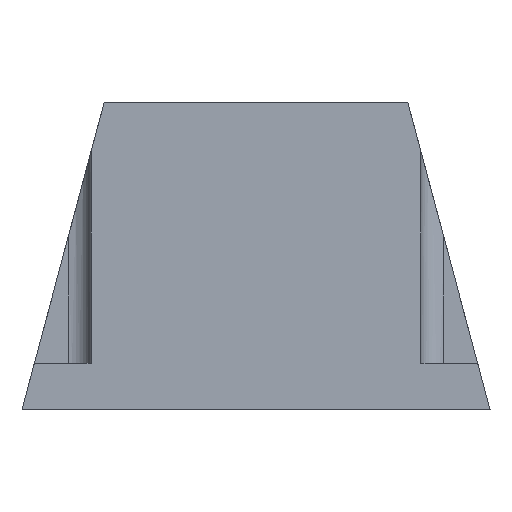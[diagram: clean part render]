
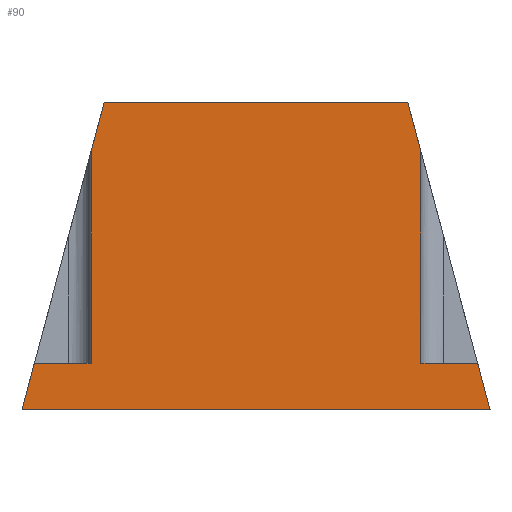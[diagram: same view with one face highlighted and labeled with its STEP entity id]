
A CAD part, left-side view. The second image highlights one B-rep face of the part: STEP entity #90.
In plain terms, the highlighted planar face has unit normal (-1, 0, 0).
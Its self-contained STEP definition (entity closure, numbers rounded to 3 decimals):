
#90=ADVANCED_FACE('',(#504),#506,.T.);
#504=FACE_BOUND('',#505,.T.);
#505=EDGE_LOOP('',(#2053,#2054,#2055,#2056,#2057,#2058,#2059,#2060,#2061,#2062));
#506=PLANE('',#507);
#507=AXIS2_PLACEMENT_3D('',#508,#509,#510);
#508=CARTESIAN_POINT('',(-141.5,0.,0.));
#509=DIRECTION('',(-1.,0.,0.));
#510=DIRECTION('',(0.,-1.,0.));
#2053=ORIENTED_EDGE('',*,*,#2990,.T.);
#2054=ORIENTED_EDGE('',*,*,#2991,.T.);
#2055=ORIENTED_EDGE('',*,*,#2833,.T.);
#2056=ORIENTED_EDGE('',*,*,#2986,.T.);
#2057=ORIENTED_EDGE('',*,*,#2992,.T.);
#2058=ORIENTED_EDGE('',*,*,#2993,.T.);
#2059=ORIENTED_EDGE('',*,*,#2988,.T.);
#2060=ORIENTED_EDGE('',*,*,#2994,.T.);
#2061=ORIENTED_EDGE('',*,*,#2995,.T.);
#2062=ORIENTED_EDGE('',*,*,#2996,.T.);
#2833=EDGE_CURVE('',#3342,#3340,#3343,.T.);
#2986=EDGE_CURVE('',#3340,#3611,#3613,.T.);
#2988=EDGE_CURVE('',#3616,#3614,#3617,.T.);
#2990=EDGE_CURVE('',#3619,#3620,#3621,.F.);
#2991=EDGE_CURVE('',#3620,#3342,#3622,.T.);
#2992=EDGE_CURVE('',#3611,#3623,#3624,.F.);
#2993=EDGE_CURVE('',#3623,#3616,#3625,.T.);
#2994=EDGE_CURVE('',#3614,#3626,#3627,.T.);
#2995=EDGE_CURVE('',#3626,#3628,#3629,.T.);
#2996=EDGE_CURVE('',#3628,#3619,#3630,.T.);
#3340=VERTEX_POINT('',#4190);
#3342=VERTEX_POINT('',#4194);
#3343=LINE('',#4195,#4196);
#3611=VERTEX_POINT('',#4859);
#3613=LINE('',#4863,#4864);
#3614=VERTEX_POINT('',#4866);
#3616=VERTEX_POINT('',#4870);
#3617=LINE('',#4871,#4872);
#3619=VERTEX_POINT('',#4877);
#3620=VERTEX_POINT('',#4878);
#3621=LINE('',#4879,#4880);
#3622=LINE('',#4882,#4883);
#3623=VERTEX_POINT('',#4885);
#3624=LINE('',#4886,#4887);
#3625=LINE('',#4889,#4890);
#3626=VERTEX_POINT('',#4892);
#3627=LINE('',#4893,#4894);
#3628=VERTEX_POINT('',#4896);
#3629=LINE('',#4897,#4898);
#3630=LINE('',#4900,#4901);
#4190=CARTESIAN_POINT('',(-141.5,19.782,40.));
#4194=CARTESIAN_POINT('',(-141.5,-19.782,40.));
#4195=CARTESIAN_POINT('',(-141.5,-19.782,40.));
#4196=VECTOR('',#4197,1.);
#4197=DIRECTION('',(0.,1.,0.));
#4859=CARTESIAN_POINT('',(-141.5,21.5,33.588));
#4863=CARTESIAN_POINT('',(-141.5,19.782,40.));
#4864=VECTOR('',#4865,1.);
#4865=DIRECTION('',(0.,0.259,-0.966));
#4866=CARTESIAN_POINT('',(-141.5,30.5,0.));
#4870=CARTESIAN_POINT('',(-141.5,28.892,6.));
#4871=CARTESIAN_POINT('',(-141.5,28.892,6.));
#4872=VECTOR('',#4873,1.);
#4873=DIRECTION('',(0.,0.259,-0.966));
#4877=CARTESIAN_POINT('',(-141.5,-21.5,6.));
#4878=CARTESIAN_POINT('',(-141.5,-21.5,33.588));
#4879=CARTESIAN_POINT('',(-141.5,-21.5,33.588));
#4880=VECTOR('',#4881,1.);
#4881=DIRECTION('',(0.,0.,-1.));
#4882=CARTESIAN_POINT('',(-141.5,-21.5,33.588));
#4883=VECTOR('',#4884,1.);
#4884=DIRECTION('',(0.,0.259,0.966));
#4885=CARTESIAN_POINT('',(-141.5,21.5,6.));
#4886=CARTESIAN_POINT('',(-141.5,21.5,6.));
#4887=VECTOR('',#4888,1.);
#4888=DIRECTION('',(0.,0.,1.));
#4889=CARTESIAN_POINT('',(-141.5,21.5,6.));
#4890=VECTOR('',#4891,1.);
#4891=DIRECTION('',(0.,1.,0.));
#4892=CARTESIAN_POINT('',(-141.5,-30.5,0.));
#4893=CARTESIAN_POINT('',(-141.5,30.5,0.));
#4894=VECTOR('',#4895,1.);
#4895=DIRECTION('',(0.,-1.,0.));
#4896=CARTESIAN_POINT('',(-141.5,-28.892,6.));
#4897=CARTESIAN_POINT('',(-141.5,-30.5,0.));
#4898=VECTOR('',#4899,1.);
#4899=DIRECTION('',(0.,0.259,0.966));
#4900=CARTESIAN_POINT('',(-141.5,-28.892,6.));
#4901=VECTOR('',#4902,1.);
#4902=DIRECTION('',(0.,1.,0.));
